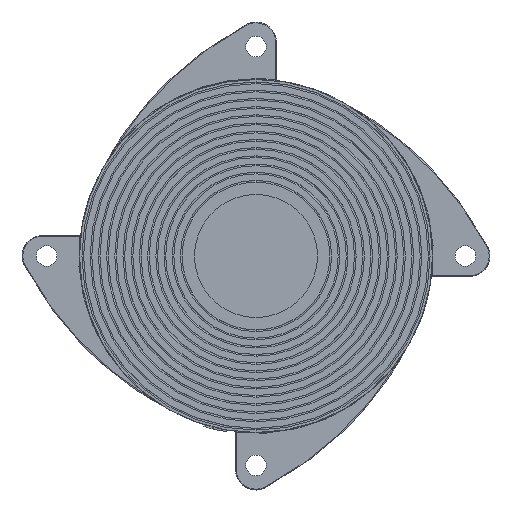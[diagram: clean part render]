
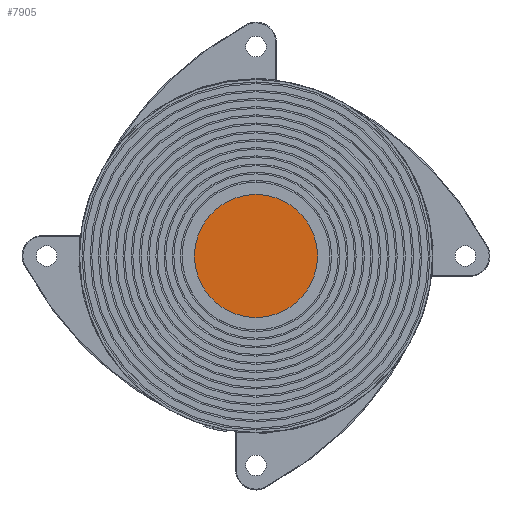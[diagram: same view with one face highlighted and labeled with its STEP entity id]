
A CAD part, front view. The second image highlights one B-rep face of the part: STEP entity #7905.
In plain terms, the highlighted planar face has unit normal (0, -1, 0).
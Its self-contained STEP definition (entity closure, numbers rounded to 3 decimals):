
#196 = CARTESIAN_POINT ( 'NONE',  ( 0., 3.6, 0. ) ) ;
#200 = EDGE_CURVE ( 'NONE', #1371, #1842, #5488, .T. ) ;
#803 = CARTESIAN_POINT ( 'NONE',  ( 0., 3.6, 0. ) ) ;
#1371 = VERTEX_POINT ( 'NONE', #7140 ) ;
#1842 = VERTEX_POINT ( 'NONE', #3410 ) ;
#2403 = PLANE ( 'NONE',  #2791 ) ;
#2507 = ORIENTED_EDGE ( 'NONE', *, *, #200, .T. ) ;
#2791 = AXIS2_PLACEMENT_3D ( 'NONE', #803, #4719, #7968 ) ;
#3410 = CARTESIAN_POINT ( 'NONE',  ( 0., 3.6, 7.5 ) ) ;
#4266 = DIRECTION ( 'NONE',  ( 0., 0., -1. ) ) ;
#4595 = EDGE_CURVE ( 'NONE', #1842, #1371, #7847, .T. ) ;
#4719 = DIRECTION ( 'NONE',  ( 0., 1., 0. ) ) ;
#4988 = AXIS2_PLACEMENT_3D ( 'NONE', #7259, #7205, #6578 ) ;
#5488 = CIRCLE ( 'NONE', #4988, 7.5 ) ;
#6190 = AXIS2_PLACEMENT_3D ( 'NONE', #196, #6475, #4266 ) ;
#6264 = FACE_OUTER_BOUND ( 'NONE', #7332, .T. ) ;
#6266 = ORIENTED_EDGE ( 'NONE', *, *, #4595, .T. ) ;
#6475 = DIRECTION ( 'NONE',  ( 0., -1., 0. ) ) ;
#6578 = DIRECTION ( 'NONE',  ( 0., 0., -1. ) ) ;
#7140 = CARTESIAN_POINT ( 'NONE',  ( 0., 3.6, -7.5 ) ) ;
#7205 = DIRECTION ( 'NONE',  ( 0., -1., 0. ) ) ;
#7259 = CARTESIAN_POINT ( 'NONE',  ( 0., 3.6, 0. ) ) ;
#7332 = EDGE_LOOP ( 'NONE', ( #2507, #6266 ) ) ;
#7847 = CIRCLE ( 'NONE', #6190, 7.5 ) ;
#7905 = ADVANCED_FACE ( 'NONE', ( #6264 ), #2403, .F. ) ;
#7968 = DIRECTION ( 'NONE',  ( 1., 0., 0. ) ) ;
